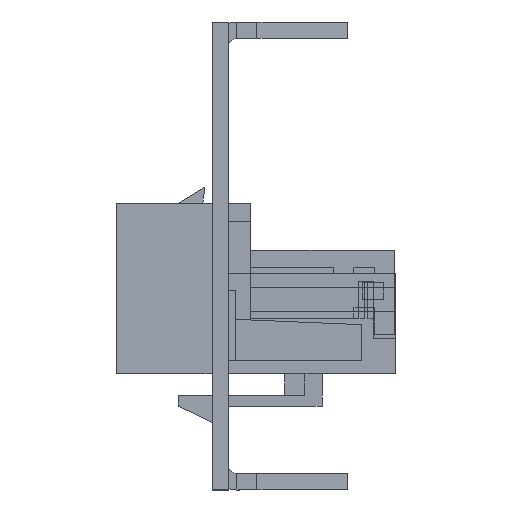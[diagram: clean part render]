
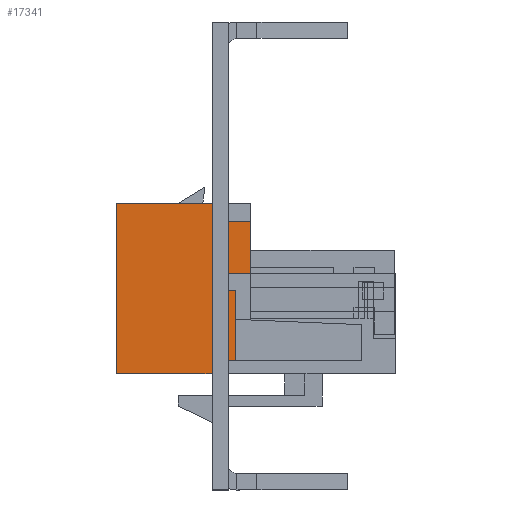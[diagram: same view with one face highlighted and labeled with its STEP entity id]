
A CAD part, left-side view. The second image highlights one B-rep face of the part: STEP entity #17341.
In plain terms, the highlighted face is planar.
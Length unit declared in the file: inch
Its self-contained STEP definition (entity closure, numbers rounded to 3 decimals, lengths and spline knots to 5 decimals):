
#84 = VECTOR ( 'NONE', #19981, 39.37008 ) ;
#229 = VERTEX_POINT ( 'NONE', #34844 ) ;
#390 = ORIENTED_EDGE ( 'NONE', *, *, #25613, .T. ) ;
#437 = DIRECTION ( 'NONE',  ( 0., -1., 0. ) ) ;
#939 = ORIENTED_EDGE ( 'NONE', *, *, #25856, .F. ) ;
#2408 = CARTESIAN_POINT ( 'NONE',  ( 0.28543, 0.05512, 0. ) ) ;
#2995 = VERTEX_POINT ( 'NONE', #11339 ) ;
#3079 = LINE ( 'NONE', #11510, #84 ) ;
#3450 = LINE ( 'NONE', #14506, #14807 ) ;
#3674 = CARTESIAN_POINT ( 'NONE',  ( 0.28543, -0.00787, 0.05512 ) ) ;
#4525 = ORIENTED_EDGE ( 'NONE', *, *, #5989, .F. ) ;
#4642 = CARTESIAN_POINT ( 'NONE',  ( 0.28543, 0.31496, 0.49606 ) ) ;
#4988 = VECTOR ( 'NONE', #9692, 39.37008 ) ;
#5001 = EDGE_LOOP ( 'NONE', ( #18063, #9353, #4525, #390, #20291, #939, #27225, #6330, #9763, #10649, #10145, #24214 ) ) ;
#5319 = CARTESIAN_POINT ( 'NONE',  ( 0.28543, 0.05512, 0. ) ) ;
#5950 = VECTOR ( 'NONE', #9116, 39.37008 ) ;
#5989 = EDGE_CURVE ( 'NONE', #15166, #25599, #7068, .T. ) ;
#6037 = CARTESIAN_POINT ( 'NONE',  ( 0.28543, -0.26772, 0.05512 ) ) ;
#6330 = ORIENTED_EDGE ( 'NONE', *, *, #15421, .F. ) ;
#6413 = LINE ( 'NONE', #6037, #33543 ) ;
#7068 = LINE ( 'NONE', #18524, #10930 ) ;
#7277 = PLANE ( 'NONE',  #12035 ) ;
#7286 = EDGE_CURVE ( 'NONE', #20633, #36861, #13611, .T. ) ;
#7759 = EDGE_CURVE ( 'NONE', #229, #33728, #3450, .T. ) ;
#8036 = CARTESIAN_POINT ( 'NONE',  ( 0.28543, -0.31496, 0.49606 ) ) ;
#8387 = EDGE_CURVE ( 'NONE', #10251, #22879, #28137, .T. ) ;
#9116 = DIRECTION ( 'NONE',  ( 0., 0., -1. ) ) ;
#9353 = ORIENTED_EDGE ( 'NONE', *, *, #27718, .F. ) ;
#9692 = DIRECTION ( 'NONE',  ( 0., -1., 0. ) ) ;
#9763 = ORIENTED_EDGE ( 'NONE', *, *, #17771, .F. ) ;
#10043 = EDGE_CURVE ( 'NONE', #31489, #20633, #35441, .T. ) ;
#10145 = ORIENTED_EDGE ( 'NONE', *, *, #36274, .T. ) ;
#10214 = CARTESIAN_POINT ( 'NONE',  ( 0.28543, 0.31496, 0.09449 ) ) ;
#10251 = VERTEX_POINT ( 'NONE', #5319 ) ;
#10620 = FACE_OUTER_BOUND ( 'NONE', #5001, .T. ) ;
#10649 = ORIENTED_EDGE ( 'NONE', *, *, #8387, .F. ) ;
#10930 = VECTOR ( 'NONE', #29994, 39.37008 ) ;
#11014 = VECTOR ( 'NONE', #36335, 39.37008 ) ;
#11339 = CARTESIAN_POINT ( 'NONE',  ( 0.28543, -0.00787, 0.09449 ) ) ;
#11510 = CARTESIAN_POINT ( 'NONE',  ( 0.28543, 0.05512, 0.09449 ) ) ;
#12021 = DIRECTION ( 'NONE',  ( 0., 0., -1. ) ) ;
#12035 = AXIS2_PLACEMENT_3D ( 'NONE', #4642, #13616, #16081 ) ;
#13611 = LINE ( 'NONE', #22456, #35222 ) ;
#13616 = DIRECTION ( 'NONE',  ( -1., 0., 0. ) ) ;
#13824 = EDGE_CURVE ( 'NONE', #33313, #25765, #28040, .T. ) ;
#14194 = LINE ( 'NONE', #25102, #18717 ) ;
#14506 = CARTESIAN_POINT ( 'NONE',  ( 0.28543, -0.26772, 0.09449 ) ) ;
#14807 = VECTOR ( 'NONE', #437, 39.37008 ) ;
#14835 = LINE ( 'NONE', #26303, #15190 ) ;
#15166 = VERTEX_POINT ( 'NONE', #32918 ) ;
#15190 = VECTOR ( 'NONE', #12021, 39.37008 ) ;
#15329 = CARTESIAN_POINT ( 'NONE',  ( 0.28543, 0.31496, 0.49606 ) ) ;
#15421 = EDGE_CURVE ( 'NONE', #2995, #33313, #14835, .T. ) ;
#16081 = DIRECTION ( 'NONE',  ( 0., 0., 1. ) ) ;
#17341 = ADVANCED_FACE ( 'NONE', ( #10620 ), #7277, .F. ) ;
#17771 = EDGE_CURVE ( 'NONE', #22879, #2995, #3079, .T. ) ;
#17855 = VECTOR ( 'NONE', #27963, 39.37008 ) ;
#18063 = ORIENTED_EDGE ( 'NONE', *, *, #10043, .F. ) ;
#18524 = CARTESIAN_POINT ( 'NONE',  ( 0.28543, 0.31496, 0.49606 ) ) ;
#18717 = VECTOR ( 'NONE', #22104, 39.37008 ) ;
#19010 = CARTESIAN_POINT ( 'NONE',  ( 0.28543, -0.26772, 0.05512 ) ) ;
#19368 = CARTESIAN_POINT ( 'NONE',  ( 0.28543, -0.31496, 0.09449 ) ) ;
#19981 = DIRECTION ( 'NONE',  ( 0., -1., 0. ) ) ;
#20291 = ORIENTED_EDGE ( 'NONE', *, *, #7759, .F. ) ;
#20505 = DIRECTION ( 'NONE',  ( 0., 0., 1. ) ) ;
#20574 = LINE ( 'NONE', #8036, #5950 ) ;
#20633 = VERTEX_POINT ( 'NONE', #36808 ) ;
#22104 = DIRECTION ( 'NONE',  ( 0., 1., 0. ) ) ;
#22456 = CARTESIAN_POINT ( 'NONE',  ( 0.28543, 0.24803, 0.09449 ) ) ;
#22713 = CARTESIAN_POINT ( 'NONE',  ( 0.28543, 0.05512, 0.09449 ) ) ;
#22879 = VERTEX_POINT ( 'NONE', #22713 ) ;
#23951 = CARTESIAN_POINT ( 'NONE',  ( 0.28543, 0.31496, 0.09449 ) ) ;
#24214 = ORIENTED_EDGE ( 'NONE', *, *, #7286, .F. ) ;
#24855 = CARTESIAN_POINT ( 'NONE',  ( 0.28543, -0.00787, 0.05512 ) ) ;
#25102 = CARTESIAN_POINT ( 'NONE',  ( 0.28543, 0.31496, 0. ) ) ;
#25599 = VERTEX_POINT ( 'NONE', #25737 ) ;
#25613 = EDGE_CURVE ( 'NONE', #15166, #33728, #20574, .T. ) ;
#25737 = CARTESIAN_POINT ( 'NONE',  ( 0.28543, 0.31496, 0.49606 ) ) ;
#25765 = VERTEX_POINT ( 'NONE', #19010 ) ;
#25856 = EDGE_CURVE ( 'NONE', #25765, #229, #6413, .T. ) ;
#26303 = CARTESIAN_POINT ( 'NONE',  ( 0.28543, -0.00787, 0.09449 ) ) ;
#26417 = DIRECTION ( 'NONE',  ( 0., 0., -1. ) ) ;
#27225 = ORIENTED_EDGE ( 'NONE', *, *, #13824, .F. ) ;
#27718 = EDGE_CURVE ( 'NONE', #25599, #31489, #29799, .T. ) ;
#27963 = DIRECTION ( 'NONE',  ( 0., 0., 1. ) ) ;
#28040 = LINE ( 'NONE', #24855, #11014 ) ;
#28137 = LINE ( 'NONE', #2408, #17855 ) ;
#29799 = LINE ( 'NONE', #15329, #31840 ) ;
#29994 = DIRECTION ( 'NONE',  ( 0., 1., 0. ) ) ;
#30132 = CARTESIAN_POINT ( 'NONE',  ( 0.28543, 0.24803, 0. ) ) ;
#31489 = VERTEX_POINT ( 'NONE', #10214 ) ;
#31840 = VECTOR ( 'NONE', #26417, 39.37008 ) ;
#32918 = CARTESIAN_POINT ( 'NONE',  ( 0.28543, -0.31496, 0.49606 ) ) ;
#33313 = VERTEX_POINT ( 'NONE', #3674 ) ;
#33543 = VECTOR ( 'NONE', #20505, 39.37008 ) ;
#33728 = VERTEX_POINT ( 'NONE', #19368 ) ;
#33932 = DIRECTION ( 'NONE',  ( 0., 0., -1. ) ) ;
#34844 = CARTESIAN_POINT ( 'NONE',  ( 0.28543, -0.26772, 0.09449 ) ) ;
#35222 = VECTOR ( 'NONE', #33932, 39.37008 ) ;
#35441 = LINE ( 'NONE', #23951, #4988 ) ;
#36274 = EDGE_CURVE ( 'NONE', #10251, #36861, #14194, .T. ) ;
#36335 = DIRECTION ( 'NONE',  ( 0., -1., 0. ) ) ;
#36808 = CARTESIAN_POINT ( 'NONE',  ( 0.28543, 0.24803, 0.09449 ) ) ;
#36861 = VERTEX_POINT ( 'NONE', #30132 ) ;
